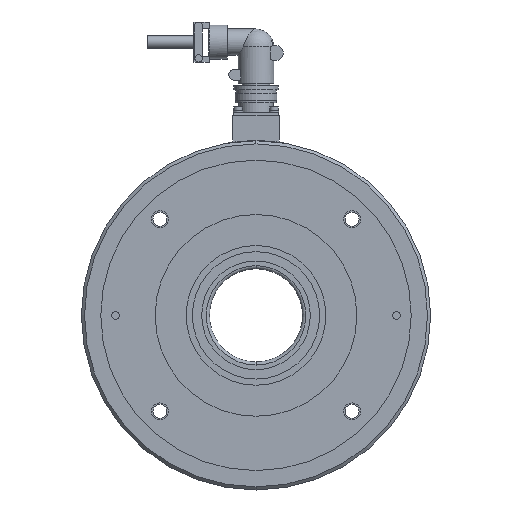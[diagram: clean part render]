
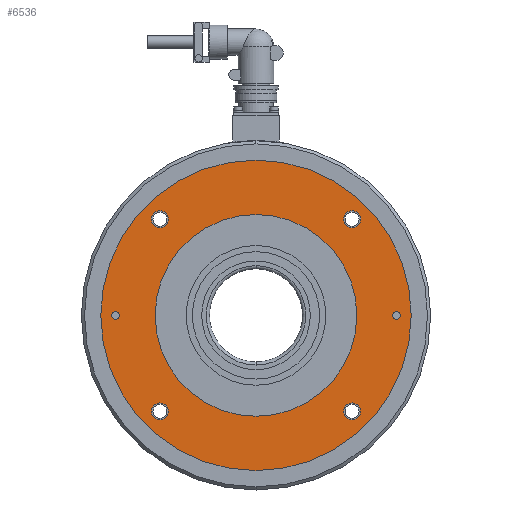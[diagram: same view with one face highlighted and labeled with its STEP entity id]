
A CAD part, left-side view. The second image highlights one B-rep face of the part: STEP entity #6536.
In plain terms, the highlighted face is planar.
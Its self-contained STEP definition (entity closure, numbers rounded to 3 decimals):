
#5886=CARTESIAN_POINT('',(3.1,100.0,0.0));
#5887=VERTEX_POINT('',#5886);
#5896=CARTESIAN_POINT('',(3.1,-100.0,0.));
#5897=VERTEX_POINT('',#5896);
#5898=CARTESIAN_POINT('',(3.1,0.0,0.0));
#5899=DIRECTION('',(1.0,0.0,0.0));
#5900=DIRECTION('',(0.0,1.0,0.0));
#5901=AXIS2_PLACEMENT_3D('',#5898,#5899,#5900);
#5902=CIRCLE('',#5901,100.0);
#5903=EDGE_CURVE('',#5897,#5887,#5902,.T.);
#6056=CARTESIAN_POINT('',(3.1,65.0,0.0));
#6057=VERTEX_POINT('',#6056);
#6073=CARTESIAN_POINT('',(3.1,-65.0,0.));
#6074=VERTEX_POINT('',#6073);
#6081=CARTESIAN_POINT('',(3.1,0.0,0.0));
#6082=DIRECTION('',(1.0,0.0,0.0));
#6083=DIRECTION('',(0.0,1.0,0.0));
#6084=AXIS2_PLACEMENT_3D('',#6081,#6082,#6083);
#6085=CIRCLE('',#6084,65.0);
#6086=EDGE_CURVE('',#6074,#6057,#6085,.T.);
#6098=CARTESIAN_POINT('',(3.1,61.872,-56.372));
#6099=VERTEX_POINT('',#6098);
#6115=CARTESIAN_POINT('',(3.1,61.872,-67.372));
#6116=VERTEX_POINT('',#6115);
#6123=CARTESIAN_POINT('',(3.1,61.872,-61.872));
#6124=DIRECTION('',(-1.0,0.0,0.0));
#6125=DIRECTION('',(0.0,0.0,1.0));
#6126=AXIS2_PLACEMENT_3D('',#6123,#6124,#6125);
#6127=CIRCLE('',#6126,5.5);
#6128=EDGE_CURVE('',#6099,#6116,#6127,.T.);
#6140=CARTESIAN_POINT('',(3.1,90.5,2.5));
#6141=VERTEX_POINT('',#6140);
#6157=CARTESIAN_POINT('',(3.1,90.5,-2.5));
#6158=VERTEX_POINT('',#6157);
#6165=CARTESIAN_POINT('',(3.1,90.5,0.));
#6166=DIRECTION('',(-1.0,0.0,0.0));
#6167=DIRECTION('',(0.0,0.0,1.0));
#6168=AXIS2_PLACEMENT_3D('',#6165,#6166,#6167);
#6169=CIRCLE('',#6168,2.5);
#6170=EDGE_CURVE('',#6141,#6158,#6169,.T.);
#6182=CARTESIAN_POINT('',(3.1,-56.372,-61.872));
#6183=VERTEX_POINT('',#6182);
#6199=CARTESIAN_POINT('',(3.1,-67.372,-61.872));
#6200=VERTEX_POINT('',#6199);
#6207=CARTESIAN_POINT('',(3.1,-61.872,-61.872));
#6208=DIRECTION('',(-1.0,0.0,0.0));
#6209=DIRECTION('',(0.0,1.0,0.0));
#6210=AXIS2_PLACEMENT_3D('',#6207,#6208,#6209);
#6211=CIRCLE('',#6210,5.5);
#6212=EDGE_CURVE('',#6183,#6200,#6211,.T.);
#6224=CARTESIAN_POINT('',(3.1,-61.872,56.372));
#6225=VERTEX_POINT('',#6224);
#6241=CARTESIAN_POINT('',(3.1,-61.872,67.372));
#6242=VERTEX_POINT('',#6241);
#6249=CARTESIAN_POINT('',(3.1,-61.872,61.872));
#6250=DIRECTION('',(-1.0,0.0,0.0));
#6251=DIRECTION('',(0.0,0.0,-1.0));
#6252=AXIS2_PLACEMENT_3D('',#6249,#6250,#6251);
#6253=CIRCLE('',#6252,5.5);
#6254=EDGE_CURVE('',#6225,#6242,#6253,.T.);
#6266=CARTESIAN_POINT('',(3.1,56.372,61.872));
#6267=VERTEX_POINT('',#6266);
#6283=CARTESIAN_POINT('',(3.1,67.372,61.872));
#6284=VERTEX_POINT('',#6283);
#6291=CARTESIAN_POINT('',(3.1,61.872,61.872));
#6292=DIRECTION('',(-1.0,0.0,0.0));
#6293=DIRECTION('',(0.0,-1.0,0.0));
#6294=AXIS2_PLACEMENT_3D('',#6291,#6292,#6293);
#6295=CIRCLE('',#6294,5.5);
#6296=EDGE_CURVE('',#6267,#6284,#6295,.T.);
#6308=CARTESIAN_POINT('',(3.1,-90.5,-2.5));
#6309=VERTEX_POINT('',#6308);
#6325=CARTESIAN_POINT('',(3.1,-90.5,2.5));
#6326=VERTEX_POINT('',#6325);
#6333=CARTESIAN_POINT('',(3.1,-90.5,0.));
#6334=DIRECTION('',(-1.0,0.0,0.0));
#6335=DIRECTION('',(0.0,0.0,-1.0));
#6336=AXIS2_PLACEMENT_3D('',#6333,#6334,#6335);
#6337=CIRCLE('',#6336,2.5);
#6338=EDGE_CURVE('',#6309,#6326,#6337,.T.);
#6349=CARTESIAN_POINT('',(3.1,-90.5,0.));
#6350=DIRECTION('',(-1.0,0.0,0.0));
#6351=DIRECTION('',(0.0,0.0,-1.0));
#6352=AXIS2_PLACEMENT_3D('',#6349,#6350,#6351);
#6353=CIRCLE('',#6352,2.5);
#6354=EDGE_CURVE('',#6326,#6309,#6353,.T.);
#6373=CARTESIAN_POINT('',(3.1,61.872,61.872));
#6374=DIRECTION('',(-1.0,0.0,0.0));
#6375=DIRECTION('',(0.0,-1.0,0.0));
#6376=AXIS2_PLACEMENT_3D('',#6373,#6374,#6375);
#6377=CIRCLE('',#6376,5.5);
#6378=EDGE_CURVE('',#6284,#6267,#6377,.T.);
#6397=CARTESIAN_POINT('',(3.1,-61.872,61.872));
#6398=DIRECTION('',(-1.0,0.0,0.0));
#6399=DIRECTION('',(0.0,0.0,-1.0));
#6400=AXIS2_PLACEMENT_3D('',#6397,#6398,#6399);
#6401=CIRCLE('',#6400,5.5);
#6402=EDGE_CURVE('',#6242,#6225,#6401,.T.);
#6421=CARTESIAN_POINT('',(3.1,-61.872,-61.872));
#6422=DIRECTION('',(-1.0,0.0,0.0));
#6423=DIRECTION('',(0.0,1.0,0.0));
#6424=AXIS2_PLACEMENT_3D('',#6421,#6422,#6423);
#6425=CIRCLE('',#6424,5.5);
#6426=EDGE_CURVE('',#6200,#6183,#6425,.T.);
#6445=CARTESIAN_POINT('',(3.1,90.5,0.));
#6446=DIRECTION('',(-1.0,0.0,0.0));
#6447=DIRECTION('',(0.0,0.0,1.0));
#6448=AXIS2_PLACEMENT_3D('',#6445,#6446,#6447);
#6449=CIRCLE('',#6448,2.5);
#6450=EDGE_CURVE('',#6158,#6141,#6449,.T.);
#6469=CARTESIAN_POINT('',(3.1,61.872,-61.872));
#6470=DIRECTION('',(-1.0,0.0,0.0));
#6471=DIRECTION('',(0.0,0.0,1.0));
#6472=AXIS2_PLACEMENT_3D('',#6469,#6470,#6471);
#6473=CIRCLE('',#6472,5.5);
#6474=EDGE_CURVE('',#6116,#6099,#6473,.T.);
#6487=CARTESIAN_POINT('',(3.1,82.5,0.0));
#6488=DIRECTION('',(1.0,0.0,0.0));
#6489=DIRECTION('',(0.0,0.0,-1.0));
#6490=AXIS2_PLACEMENT_3D('',#6487,#6488,#6489);
#6491=PLANE('',#6490);
#6492=CARTESIAN_POINT('',(3.1,0.0,0.0));
#6493=DIRECTION('',(1.0,0.0,0.0));
#6494=DIRECTION('',(0.0,1.0,0.0));
#6495=AXIS2_PLACEMENT_3D('',#6492,#6493,#6494);
#6496=CIRCLE('',#6495,100.0);
#6497=EDGE_CURVE('',#5887,#5897,#6496,.T.);
#6498=ORIENTED_EDGE('',*,*,#6497,.T.);
#6499=ORIENTED_EDGE('',*,*,#5903,.T.);
#6500=EDGE_LOOP('',(#6498,#6499));
#6501=FACE_OUTER_BOUND('',#6500,.T.);
#6502=ORIENTED_EDGE('',*,*,#6354,.T.);
#6503=ORIENTED_EDGE('',*,*,#6338,.T.);
#6504=EDGE_LOOP('',(#6502,#6503));
#6505=FACE_BOUND('',#6504,.T.);
#6506=ORIENTED_EDGE('',*,*,#6378,.T.);
#6507=ORIENTED_EDGE('',*,*,#6296,.T.);
#6508=EDGE_LOOP('',(#6506,#6507));
#6509=FACE_BOUND('',#6508,.T.);
#6510=ORIENTED_EDGE('',*,*,#6402,.T.);
#6511=ORIENTED_EDGE('',*,*,#6254,.T.);
#6512=EDGE_LOOP('',(#6510,#6511));
#6513=FACE_BOUND('',#6512,.T.);
#6514=ORIENTED_EDGE('',*,*,#6426,.T.);
#6515=ORIENTED_EDGE('',*,*,#6212,.T.);
#6516=EDGE_LOOP('',(#6514,#6515));
#6517=FACE_BOUND('',#6516,.T.);
#6518=ORIENTED_EDGE('',*,*,#6450,.T.);
#6519=ORIENTED_EDGE('',*,*,#6170,.T.);
#6520=EDGE_LOOP('',(#6518,#6519));
#6521=FACE_BOUND('',#6520,.T.);
#6522=ORIENTED_EDGE('',*,*,#6474,.T.);
#6523=ORIENTED_EDGE('',*,*,#6128,.T.);
#6524=EDGE_LOOP('',(#6522,#6523));
#6525=FACE_BOUND('',#6524,.T.);
#6526=CARTESIAN_POINT('',(3.1,0.0,0.0));
#6527=DIRECTION('',(1.0,0.0,0.0));
#6528=DIRECTION('',(0.0,1.0,0.0));
#6529=AXIS2_PLACEMENT_3D('',#6526,#6527,#6528);
#6530=CIRCLE('',#6529,65.0);
#6531=EDGE_CURVE('',#6057,#6074,#6530,.T.);
#6532=ORIENTED_EDGE('',*,*,#6531,.F.);
#6533=ORIENTED_EDGE('',*,*,#6086,.F.);
#6534=EDGE_LOOP('',(#6532,#6533));
#6535=FACE_BOUND('',#6534,.T.);
#6536=ADVANCED_FACE('',(#6501,#6505,#6509,#6513,#6517,#6521,#6525,#6535),#6491,.T.);
